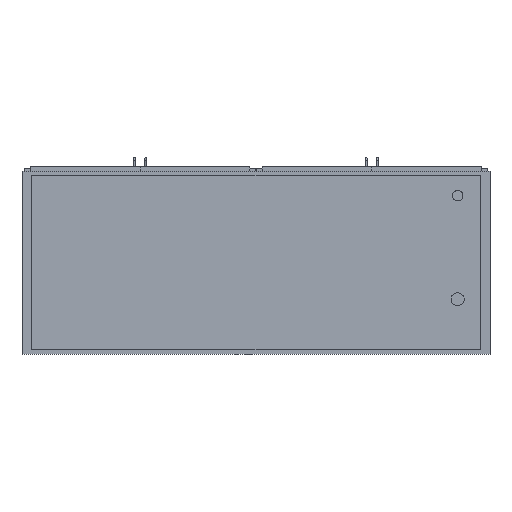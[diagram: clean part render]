
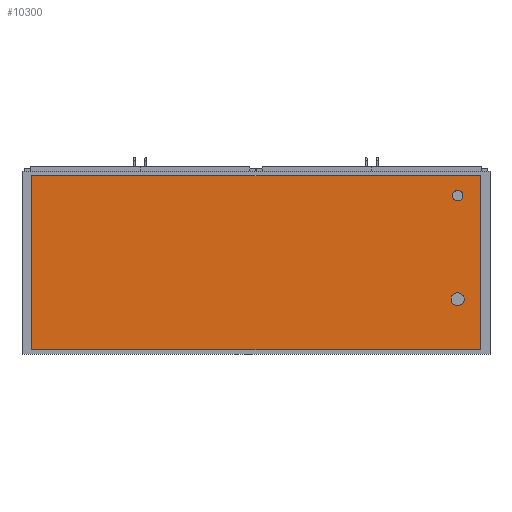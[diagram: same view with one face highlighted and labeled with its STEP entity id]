
A CAD part, front view. The second image highlights one B-rep face of the part: STEP entity #10300.
In plain terms, the highlighted planar face has unit normal (0, -1, 0).
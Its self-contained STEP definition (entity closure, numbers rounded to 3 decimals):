
#95=CIRCLE('',#10996,20.);
#97=CIRCLE('',#11000,25.);
#381=FACE_BOUND('',#1138,.T.);
#382=FACE_BOUND('',#1139,.T.);
#500=FACE_OUTER_BOUND('',#1137,.T.);
#1137=EDGE_LOOP('',(#6952,#6953,#6954,#6955));
#1138=EDGE_LOOP('',(#6956));
#1139=EDGE_LOOP('',(#6957));
#1841=LINE('',#14931,#3123);
#1843=LINE('',#14935,#3125);
#1845=LINE('',#14939,#3127);
#1847=LINE('',#14942,#3129);
#3123=VECTOR('',#11962,10.);
#3125=VECTOR('',#11966,10.);
#3127=VECTOR('',#11970,10.);
#3129=VECTOR('',#11974,10.);
#4367=VERTEX_POINT('',#14874);
#4369=VERTEX_POINT('',#14881);
#4382=VERTEX_POINT('',#14928);
#4383=VERTEX_POINT('',#14930);
#4384=VERTEX_POINT('',#14934);
#4385=VERTEX_POINT('',#14938);
#5355=EDGE_CURVE('',#4367,#4367,#95,.T.);
#5358=EDGE_CURVE('',#4369,#4369,#97,.T.);
#5380=EDGE_CURVE('',#4383,#4382,#1841,.T.);
#5382=EDGE_CURVE('',#4384,#4383,#1843,.T.);
#5384=EDGE_CURVE('',#4385,#4384,#1845,.T.);
#5386=EDGE_CURVE('',#4382,#4385,#1847,.T.);
#6952=ORIENTED_EDGE('',*,*,#5386,.T.);
#6953=ORIENTED_EDGE('',*,*,#5384,.T.);
#6954=ORIENTED_EDGE('',*,*,#5382,.T.);
#6955=ORIENTED_EDGE('',*,*,#5380,.T.);
#6956=ORIENTED_EDGE('',*,*,#5355,.T.);
#6957=ORIENTED_EDGE('',*,*,#5358,.T.);
#9773=PLANE('',#11016);
#10300=ADVANCED_FACE('',(#500,#381,#382),#9773,.T.);
#10996=AXIS2_PLACEMENT_3D('',#14876,#11906,#11907);
#11000=AXIS2_PLACEMENT_3D('',#14883,#11915,#11916);
#11016=AXIS2_PLACEMENT_3D('',#14943,#11975,#11976);
#11906=DIRECTION('center_axis',(0.,1.,0.));
#11907=DIRECTION('ref_axis',(1.,0.,0.));
#11915=DIRECTION('center_axis',(0.,1.,0.));
#11916=DIRECTION('ref_axis',(1.,0.,0.));
#11962=DIRECTION('',(0.,0.,1.));
#11966=DIRECTION('',(1.,0.,0.));
#11970=DIRECTION('',(0.,0.,-1.));
#11974=DIRECTION('',(-1.,0.,0.));
#11975=DIRECTION('center_axis',(0.,-1.,0.));
#11976=DIRECTION('ref_axis',(0.,0.,-1.));
#14874=CARTESIAN_POINT('',(745.,-370.,255.));
#14876=CARTESIAN_POINT('Origin',(765.,-370.,255.));
#14881=CARTESIAN_POINT('',(740.,-370.,-138.));
#14883=CARTESIAN_POINT('Origin',(765.,-370.,-138.));
#14928=CARTESIAN_POINT('',(850.,-370.,330.));
#14930=CARTESIAN_POINT('',(850.,-370.,-330.));
#14931=CARTESIAN_POINT('',(850.,-370.,330.));
#14934=CARTESIAN_POINT('',(-850.,-370.,-330.));
#14935=CARTESIAN_POINT('',(850.,-370.,-330.));
#14938=CARTESIAN_POINT('',(-850.,-370.,330.));
#14939=CARTESIAN_POINT('',(-850.,-370.,-330.));
#14942=CARTESIAN_POINT('',(-850.,-370.,330.));
#14943=CARTESIAN_POINT('Origin',(0.,-370.,0.));
